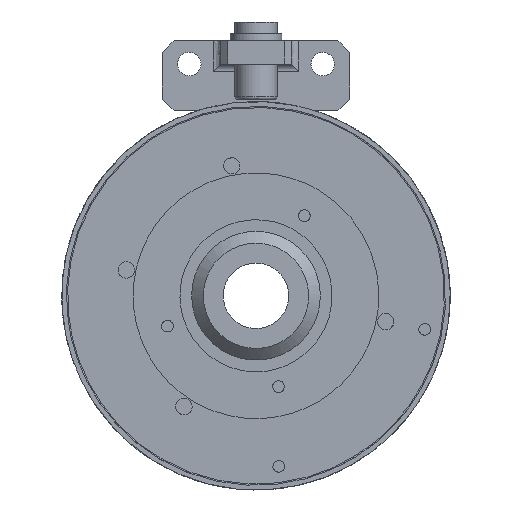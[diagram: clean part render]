
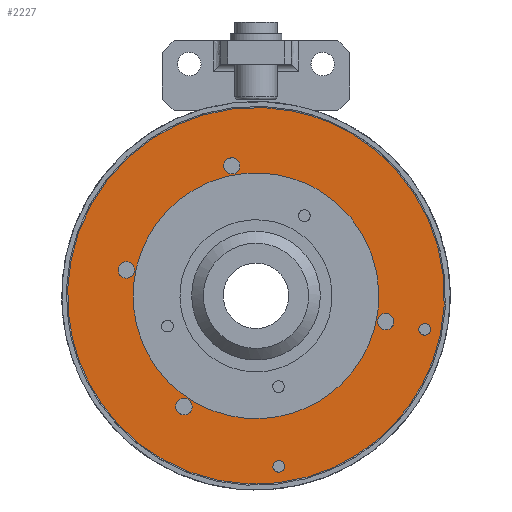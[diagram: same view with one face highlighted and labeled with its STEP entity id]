
A CAD part, left-side view. The second image highlights one B-rep face of the part: STEP entity #2227.
In plain terms, the highlighted free-form (B-spline) face has degree [1, 1] with [2, 2] control points.
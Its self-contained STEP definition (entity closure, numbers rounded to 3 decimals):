
#1907 = VERTEX_POINT('',#1908);
#1908 = CARTESIAN_POINT('',(-2.309,-10.119,
    50.949));
#1913 = EDGE_CURVE('',#1907,#1907,#1914,.T.);
#1914 = ( BOUNDED_CURVE() B_SPLINE_CURVE(2,(#1915,#1916,#1917,#1918,
#1919,#1920,#1921),.UNSPECIFIED.,.T.,.F.) B_SPLINE_CURVE_WITH_KNOTS((1,2
    ,2,2,2,1),(-2.094,0.,2.094,4.189,
6.283,8.378),.UNSPECIFIED.) CURVE() 
GEOMETRIC_REPRESENTATION_ITEM() RATIONAL_B_SPLINE_CURVE((1.,0.5,1.,0.5,
1.,0.5,1.)) REPRESENTATION_ITEM('') );
#1915 = CARTESIAN_POINT('',(-2.309,-10.119,
    50.949));
#1916 = CARTESIAN_POINT('',(-2.309,78.126,
    68.476));
#1917 = CARTESIAN_POINT('',(-2.309,49.183,
    -16.711));
#1918 = CARTESIAN_POINT('',(-2.309,20.239,
    -101.897));
#1919 = CARTESIAN_POINT('',(-2.309,-39.063,
    -34.238));
#1920 = CARTESIAN_POINT('',(-2.309,-98.365,
    33.422));
#1921 = CARTESIAN_POINT('',(-2.309,-10.119,
    50.949));
#1955 = VERTEX_POINT('',#1956);
#1956 = CARTESIAN_POINT('',(-2.309,-64.756,
    -8.743));
#1961 = EDGE_CURVE('',#1955,#1955,#1962,.T.);
#1962 = ( BOUNDED_CURVE() B_SPLINE_CURVE(2,(#1963,#1964,#1965,#1966,
#1967,#1968,#1969),.UNSPECIFIED.,.T.,.F.) B_SPLINE_CURVE_WITH_KNOTS((1,2
    ,2,2,2,1),(-2.094,0.,2.094,4.189,
6.283,8.378),.UNSPECIFIED.) CURVE() 
GEOMETRIC_REPRESENTATION_ITEM() RATIONAL_B_SPLINE_CURVE((1.,0.5,1.,0.5,
1.,0.5,1.)) REPRESENTATION_ITEM('') );
#1963 = CARTESIAN_POINT('',(-2.309,-64.756,
    -8.743));
#1964 = CARTESIAN_POINT('',(-2.309,-71.62,
    -10.106));
#1965 = CARTESIAN_POINT('',(-2.309,-67.007,
    -15.368));
#1966 = CARTESIAN_POINT('',(-2.309,-62.395,
    -20.631));
#1967 = CARTESIAN_POINT('',(-2.309,-60.144,
    -14.005));
#1968 = CARTESIAN_POINT('',(-2.309,-57.892,
    -7.379));
#1969 = CARTESIAN_POINT('',(-2.309,-64.756,
    -8.743));
#2003 = VERTEX_POINT('',#2004);
#2004 = CARTESIAN_POINT('',(-2.309,63.182,
    16.668));
#2009 = EDGE_CURVE('',#2003,#2003,#2010,.T.);
#2010 = ( BOUNDED_CURVE() B_SPLINE_CURVE(2,(#2011,#2012,#2013,#2014,
#2015,#2016,#2017),.UNSPECIFIED.,.T.,.F.) B_SPLINE_CURVE_WITH_KNOTS((1,2
    ,2,2,2,1),(-2.094,0.,2.094,4.189,
6.283,8.378),.UNSPECIFIED.) CURVE() 
GEOMETRIC_REPRESENTATION_ITEM() RATIONAL_B_SPLINE_CURVE((1.,0.5,1.,0.5,
1.,0.5,1.)) REPRESENTATION_ITEM('') );
#2011 = CARTESIAN_POINT('',(-2.309,63.182,
    16.668));
#2012 = CARTESIAN_POINT('',(-2.309,56.318,
    15.305));
#2013 = CARTESIAN_POINT('',(-2.309,60.931,
    10.042));
#2014 = CARTESIAN_POINT('',(-2.309,65.543,
    4.78));
#2015 = CARTESIAN_POINT('',(-2.309,67.794,
    11.406));
#2016 = CARTESIAN_POINT('',(-2.309,70.045,
    18.031));
#2017 = CARTESIAN_POINT('',(-2.309,63.182,
    16.668));
#2051 = VERTEX_POINT('',#2052);
#2052 = CARTESIAN_POINT('',(-2.309,11.159,
    68.078));
#2057 = EDGE_CURVE('',#2051,#2051,#2058,.T.);
#2058 = ( BOUNDED_CURVE() B_SPLINE_CURVE(2,(#2059,#2060,#2061,#2062,
#2063,#2064,#2065),.UNSPECIFIED.,.T.,.F.) B_SPLINE_CURVE_WITH_KNOTS((1,2
    ,2,2,2,1),(-2.094,0.,2.094,4.189,
6.283,8.378),.UNSPECIFIED.) CURVE() 
GEOMETRIC_REPRESENTATION_ITEM() RATIONAL_B_SPLINE_CURVE((1.,0.5,1.,0.5,
1.,0.5,1.)) REPRESENTATION_ITEM('') );
#2059 = CARTESIAN_POINT('',(-2.309,11.159,
    68.078));
#2060 = CARTESIAN_POINT('',(-2.309,4.296,
    66.714));
#2061 = CARTESIAN_POINT('',(-2.309,8.908,
    61.452));
#2062 = CARTESIAN_POINT('',(-2.309,13.52,
    56.19));
#2063 = CARTESIAN_POINT('',(-2.309,15.772,
    62.815));
#2064 = CARTESIAN_POINT('',(-2.309,18.023,
    69.441));
#2065 = CARTESIAN_POINT('',(-2.309,11.159,
    68.078));
#2099 = VERTEX_POINT('',#2100);
#2100 = CARTESIAN_POINT('',(-2.309,34.755,
    -50.72));
#2105 = EDGE_CURVE('',#2099,#2099,#2106,.T.);
#2106 = ( BOUNDED_CURVE() B_SPLINE_CURVE(2,(#2107,#2108,#2109,#2110,
#2111,#2112,#2113),.UNSPECIFIED.,.T.,.F.) B_SPLINE_CURVE_WITH_KNOTS((1,2
    ,2,2,2,1),(-2.094,0.,2.094,4.189,
6.283,8.378),.UNSPECIFIED.) CURVE() 
GEOMETRIC_REPRESENTATION_ITEM() RATIONAL_B_SPLINE_CURVE((1.,0.5,1.,0.5,
1.,0.5,1.)) REPRESENTATION_ITEM('') );
#2107 = CARTESIAN_POINT('',(-2.309,34.755,
    -50.72));
#2108 = CARTESIAN_POINT('',(-2.309,27.891,
    -52.084));
#2109 = CARTESIAN_POINT('',(-2.309,32.503,
    -57.346));
#2110 = CARTESIAN_POINT('',(-2.309,37.116,
    -62.608));
#2111 = CARTESIAN_POINT('',(-2.309,39.367,
    -55.983));
#2112 = CARTESIAN_POINT('',(-2.309,41.618,
    -49.357));
#2113 = CARTESIAN_POINT('',(-2.309,34.755,
    -50.72));
#2227 = ADVANCED_FACE('',(#2228,#2242,#2245,#2248,#2251,#2254,#2268,
    #2282),#2285,.T.);
#2228 = FACE_BOUND('',#2229,.T.);
#2229 = EDGE_LOOP('',(#2230));
#2230 = ORIENTED_EDGE('',*,*,#2231,.T.);
#2231 = EDGE_CURVE('',#2232,#2232,#2234,.T.);
#2232 = VERTEX_POINT('',#2233);
#2233 = CARTESIAN_POINT('',(-2.309,-18.102,
    91.142));
#2234 = ( BOUNDED_CURVE() B_SPLINE_CURVE(2,(#2235,#2236,#2237,#2238,
#2239,#2240,#2241),.UNSPECIFIED.,.T.,.F.) B_SPLINE_CURVE_WITH_KNOTS((1,2
    ,2,2,2,1),(-2.094,0.,2.094,4.189,
6.283,8.378),.UNSPECIFIED.) CURVE() 
GEOMETRIC_REPRESENTATION_ITEM() RATIONAL_B_SPLINE_CURVE((1.,0.5,1.,0.5,
1.,0.5,1.)) REPRESENTATION_ITEM('') );
#2235 = CARTESIAN_POINT('',(-2.309,-18.102,
    91.142));
#2236 = CARTESIAN_POINT('',(-2.309,139.76,
    122.496));
#2237 = CARTESIAN_POINT('',(-2.309,87.982,
    -29.894));
#2238 = CARTESIAN_POINT('',(-2.309,36.205,
    -182.283));
#2239 = CARTESIAN_POINT('',(-2.309,-69.88,
    -61.248));
#2240 = CARTESIAN_POINT('',(-2.309,-175.964,
    59.787));
#2241 = CARTESIAN_POINT('',(-2.309,-18.102,
    91.142));
#2242 = FACE_BOUND('',#2243,.T.);
#2243 = EDGE_LOOP('',(#2244));
#2244 = ORIENTED_EDGE('',*,*,#1961,.T.);
#2245 = FACE_BOUND('',#2246,.T.);
#2246 = EDGE_LOOP('',(#2247));
#2247 = ORIENTED_EDGE('',*,*,#2009,.T.);
#2248 = FACE_BOUND('',#2249,.T.);
#2249 = EDGE_LOOP('',(#2250));
#2250 = ORIENTED_EDGE('',*,*,#2057,.T.);
#2251 = FACE_BOUND('',#2252,.T.);
#2252 = EDGE_LOOP('',(#2253));
#2253 = ORIENTED_EDGE('',*,*,#2105,.T.);
#2254 = FACE_BOUND('',#2255,.T.);
#2255 = EDGE_LOOP('',(#2256));
#2256 = ORIENTED_EDGE('',*,*,#2257,.T.);
#2257 = EDGE_CURVE('',#2258,#2258,#2260,.T.);
#2258 = VERTEX_POINT('',#2259);
#2259 = CARTESIAN_POINT('',(-2.309,-83.778,
    -13.698));
#2260 = ( BOUNDED_CURVE() B_SPLINE_CURVE(2,(#2261,#2262,#2263,#2264,
#2265,#2266,#2267),.UNSPECIFIED.,.T.,.F.) B_SPLINE_CURVE_WITH_KNOTS((1,2
    ,2,2,2,1),(-2.094,0.,2.094,4.189,
6.283,8.378),.UNSPECIFIED.) CURVE() 
GEOMETRIC_REPRESENTATION_ITEM() RATIONAL_B_SPLINE_CURVE((1.,0.5,1.,0.5,
1.,0.5,1.)) REPRESENTATION_ITEM('') );
#2261 = CARTESIAN_POINT('',(-2.309,-83.778,
    -13.698));
#2262 = CARTESIAN_POINT('',(-2.309,-88.681,
    -14.671));
#2263 = CARTESIAN_POINT('',(-2.309,-85.386,
    -18.43));
#2264 = CARTESIAN_POINT('',(-2.309,-82.092,
    -22.189));
#2265 = CARTESIAN_POINT('',(-2.309,-80.484,
    -17.457));
#2266 = CARTESIAN_POINT('',(-2.309,-78.876,
    -12.724));
#2267 = CARTESIAN_POINT('',(-2.309,-83.778,
    -13.698));
#2268 = FACE_BOUND('',#2269,.T.);
#2269 = EDGE_LOOP('',(#2270));
#2270 = ORIENTED_EDGE('',*,*,#2271,.T.);
#2271 = EDGE_CURVE('',#2272,#2272,#2274,.T.);
#2272 = VERTEX_POINT('',#2273);
#2273 = CARTESIAN_POINT('',(-2.309,-11.8,
    -81.28));
#2274 = ( BOUNDED_CURVE() B_SPLINE_CURVE(2,(#2275,#2276,#2277,#2278,
#2279,#2280,#2281),.UNSPECIFIED.,.T.,.F.) B_SPLINE_CURVE_WITH_KNOTS((1,2
    ,2,2,2,1),(-2.094,0.,2.094,4.189,
6.283,8.378),.UNSPECIFIED.) CURVE() 
GEOMETRIC_REPRESENTATION_ITEM() RATIONAL_B_SPLINE_CURVE((1.,0.5,1.,0.5,
1.,0.5,1.)) REPRESENTATION_ITEM('') );
#2275 = CARTESIAN_POINT('',(-2.309,-11.8,
    -81.28));
#2276 = CARTESIAN_POINT('',(-2.309,-16.703,
    -82.254));
#2277 = CARTESIAN_POINT('',(-2.309,-13.408,
    -86.013));
#2278 = CARTESIAN_POINT('',(-2.309,-10.114,
    -89.772));
#2279 = CARTESIAN_POINT('',(-2.309,-8.506,
    -85.039));
#2280 = CARTESIAN_POINT('',(-2.309,-6.898,
    -80.306));
#2281 = CARTESIAN_POINT('',(-2.309,-11.8,
    -81.28));
#2282 = FACE_BOUND('',#2283,.T.);
#2283 = EDGE_LOOP('',(#2284));
#2284 = ORIENTED_EDGE('',*,*,#1913,.F.);
#2285 = B_SPLINE_SURFACE_WITH_KNOTS('',1,1,(
    (#2286,#2287)
    ,(#2288,#2289
    )),.UNSPECIFIED.,.F.,.F.,.F.,(2,2),(2,2),(-80.5,80.5),(-80.5,80.5),
  .PIECEWISE_BEZIER_KNOTS.);
#2286 = CARTESIAN_POINT('',(-2.309,-73.039,
    -109.244));
#2287 = CARTESIAN_POINT('',(-2.309,109.244,
    -73.039));
#2288 = CARTESIAN_POINT('',(-2.309,-109.244,
    73.039));
#2289 = CARTESIAN_POINT('',(-2.309,73.039,
    109.244));
